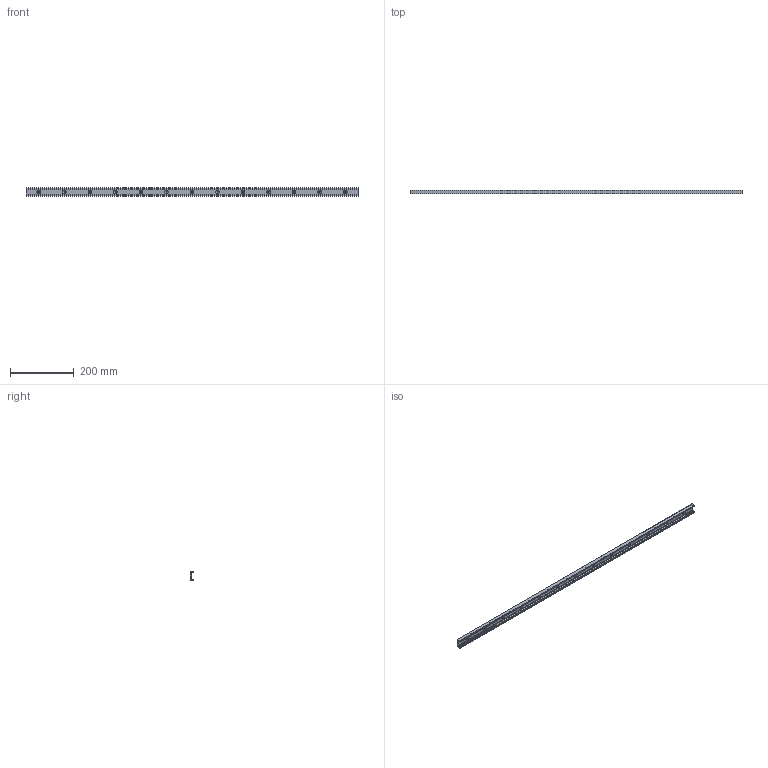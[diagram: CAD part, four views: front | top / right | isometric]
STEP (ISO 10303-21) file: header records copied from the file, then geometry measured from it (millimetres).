
FILE_DESCRIPTION((''),'2;1');
FILE_NAME('LCX 28H-1040.V.stp','2016-04-28T13:23:23',('MRathmann'),(''),'Autodesk Inventor 2012','Autodesk Inventor 2012','');
FILE_SCHEMA(('CONFIG_CONTROL_DESIGN'));
Length unit declared in the file: millimetre
Products named in the file (1): LCX 28H-1040.V
Bounding box: 1040 x 12.3 x 28 mm (x, y, z)
Volume: 169009.2 mm3; surface area: 100413.1 mm2
Topology: 1 solids, 1 shells, 50 faces, 144 edges, 96 vertices
Faces by surface type: cylinder 24, cone 13, plane 13
Full cylindrical faces by diameter (mm): 5.5 x13
Entity records: 1500 total; most frequent: DIRECTION 268, CARTESIAN_POINT 239, ORIENTED_EDGE 210, AXIS2_PLACEMENT_3D 112, EDGE_CURVE 105, EDGE_LOOP 102, VERTEX_POINT 83, CIRCLE 61
